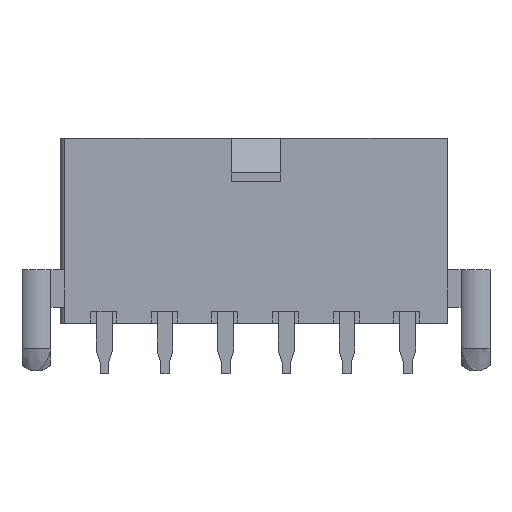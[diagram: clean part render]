
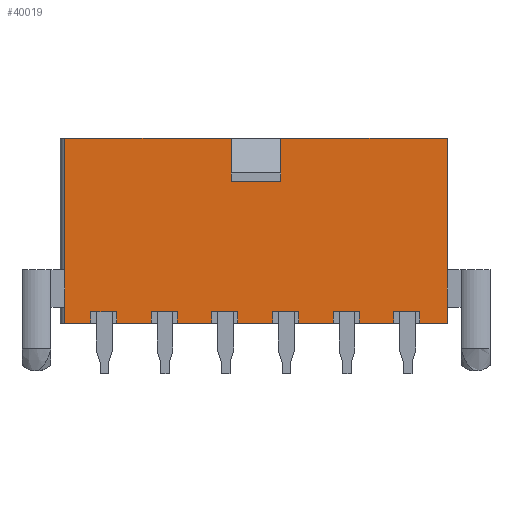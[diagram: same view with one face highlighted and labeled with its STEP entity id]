
A CAD part, front view. The second image highlights one B-rep face of the part: STEP entity #40019.
In plain terms, the highlighted planar face has unit normal (0, -1, 0).
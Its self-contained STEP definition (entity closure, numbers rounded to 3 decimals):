
#3488=ORIENTED_EDGE('',*,*,#11620,.F.);
#3489=ORIENTED_EDGE('',*,*,#11086,.T.);
#3490=ORIENTED_EDGE('',*,*,#11621,.T.);
#3491=ORIENTED_EDGE('',*,*,#11082,.T.);
#3492=ORIENTED_EDGE('',*,*,#11622,.F.);
#3493=ORIENTED_EDGE('',*,*,#11623,.T.);
#3494=ORIENTED_EDGE('',*,*,#11624,.T.);
#3495=ORIENTED_EDGE('',*,*,#11389,.F.);
#3496=ORIENTED_EDGE('',*,*,#11398,.F.);
#3497=ORIENTED_EDGE('',*,*,#11393,.T.);
#3498=ORIENTED_EDGE('',*,*,#11625,.T.);
#3499=ORIENTED_EDGE('',*,*,#11626,.F.);
#3500=ORIENTED_EDGE('',*,*,#11627,.F.);
#3501=ORIENTED_EDGE('',*,*,#11535,.T.);
#3502=ORIENTED_EDGE('',*,*,#11558,.T.);
#3503=ORIENTED_EDGE('',*,*,#11531,.T.);
#3504=ORIENTED_EDGE('',*,*,#11628,.F.);
#3505=ORIENTED_EDGE('',*,*,#11372,.T.);
#3506=ORIENTED_EDGE('',*,*,#11584,.T.);
#3507=ORIENTED_EDGE('',*,*,#11368,.T.);
#3508=ORIENTED_EDGE('',*,*,#11629,.F.);
#3509=ORIENTED_EDGE('',*,*,#11299,.T.);
#3510=ORIENTED_EDGE('',*,*,#11594,.T.);
#3511=ORIENTED_EDGE('',*,*,#11295,.T.);
#3512=ORIENTED_EDGE('',*,*,#11630,.F.);
#3513=ORIENTED_EDGE('',*,*,#11228,.T.);
#3514=ORIENTED_EDGE('',*,*,#11604,.T.);
#3515=ORIENTED_EDGE('',*,*,#11224,.T.);
#3516=ORIENTED_EDGE('',*,*,#11631,.F.);
#3517=ORIENTED_EDGE('',*,*,#11159,.T.);
#3518=ORIENTED_EDGE('',*,*,#11615,.T.);
#3519=ORIENTED_EDGE('',*,*,#11155,.T.);
#11082=EDGE_CURVE('',#15278,#15281,#18308,.T.);
#11086=EDGE_CURVE('',#15282,#15285,#18312,.T.);
#11155=EDGE_CURVE('',#15323,#15326,#18379,.T.);
#11159=EDGE_CURVE('',#15327,#15330,#18383,.T.);
#11224=EDGE_CURVE('',#15367,#15370,#18446,.T.);
#11228=EDGE_CURVE('',#15371,#15374,#18450,.T.);
#11295=EDGE_CURVE('',#15414,#15417,#18515,.T.);
#11299=EDGE_CURVE('',#15418,#15421,#18519,.T.);
#11368=EDGE_CURVE('',#15461,#15464,#18586,.T.);
#11372=EDGE_CURVE('',#15465,#15468,#18590,.T.);
#11389=EDGE_CURVE('',#15477,#15478,#18607,.T.);
#11393=EDGE_CURVE('',#15481,#15482,#18611,.T.);
#11398=EDGE_CURVE('',#15481,#15477,#18616,.T.);
#11531=EDGE_CURVE('',#15567,#15570,#18745,.T.);
#11535=EDGE_CURVE('',#15571,#15574,#18749,.T.);
#11558=EDGE_CURVE('',#15574,#15567,#18772,.T.);
#11584=EDGE_CURVE('',#15468,#15461,#18798,.T.);
#11594=EDGE_CURVE('',#15421,#15414,#18808,.T.);
#11604=EDGE_CURVE('',#15374,#15367,#18818,.T.);
#11615=EDGE_CURVE('',#15330,#15323,#18829,.T.);
#11620=EDGE_CURVE('',#15282,#15326,#18834,.T.);
#11621=EDGE_CURVE('',#15285,#15278,#18835,.T.);
#11622=EDGE_CURVE('',#15606,#15281,#18836,.T.);
#11623=EDGE_CURVE('',#15606,#15607,#18837,.T.);
#11624=EDGE_CURVE('',#15607,#15478,#18838,.T.);
#11625=EDGE_CURVE('',#15482,#15608,#18839,.T.);
#11626=EDGE_CURVE('',#15609,#15608,#18840,.T.);
#11627=EDGE_CURVE('',#15571,#15609,#18841,.T.);
#11628=EDGE_CURVE('',#15465,#15570,#18842,.T.);
#11629=EDGE_CURVE('',#15418,#15464,#18843,.T.);
#11630=EDGE_CURVE('',#15371,#15417,#18844,.T.);
#11631=EDGE_CURVE('',#15327,#15370,#18845,.T.);
#15278=VERTEX_POINT('',#53866);
#15281=VERTEX_POINT('',#53871);
#15282=VERTEX_POINT('',#53875);
#15285=VERTEX_POINT('',#53880);
#15323=VERTEX_POINT('',#54005);
#15326=VERTEX_POINT('',#54010);
#15327=VERTEX_POINT('',#54014);
#15330=VERTEX_POINT('',#54019);
#15367=VERTEX_POINT('',#54137);
#15370=VERTEX_POINT('',#54142);
#15371=VERTEX_POINT('',#54146);
#15374=VERTEX_POINT('',#54151);
#15414=VERTEX_POINT('',#54275);
#15417=VERTEX_POINT('',#54280);
#15418=VERTEX_POINT('',#54284);
#15421=VERTEX_POINT('',#54289);
#15461=VERTEX_POINT('',#54416);
#15464=VERTEX_POINT('',#54421);
#15465=VERTEX_POINT('',#54425);
#15468=VERTEX_POINT('',#54430);
#15477=VERTEX_POINT('',#54464);
#15478=VERTEX_POINT('',#54465);
#15481=VERTEX_POINT('',#54473);
#15482=VERTEX_POINT('',#54474);
#15567=VERTEX_POINT('',#54732);
#15570=VERTEX_POINT('',#54737);
#15571=VERTEX_POINT('',#54741);
#15574=VERTEX_POINT('',#54746);
#15606=VERTEX_POINT('',#54890);
#15607=VERTEX_POINT('',#54892);
#15608=VERTEX_POINT('',#54895);
#15609=VERTEX_POINT('',#54897);
#18308=LINE('',#53872,#22171);
#18312=LINE('',#53881,#22175);
#18379=LINE('',#54011,#22242);
#18383=LINE('',#54020,#22246);
#18446=LINE('',#54143,#22309);
#18450=LINE('',#54152,#22313);
#18515=LINE('',#54281,#22378);
#18519=LINE('',#54290,#22382);
#18586=LINE('',#54422,#22449);
#18590=LINE('',#54431,#22453);
#18607=LINE('',#54463,#22470);
#18611=LINE('',#54472,#22474);
#18616=LINE('',#54482,#22479);
#18745=LINE('',#54738,#22608);
#18749=LINE('',#54747,#22612);
#18772=LINE('',#54788,#22635);
#18798=LINE('',#54830,#22661);
#18808=LINE('',#54846,#22671);
#18818=LINE('',#54862,#22681);
#18829=LINE('',#54880,#22692);
#18834=LINE('',#54887,#22697);
#18835=LINE('',#54888,#22698);
#18836=LINE('',#54889,#22699);
#18837=LINE('',#54891,#22700);
#18838=LINE('',#54893,#22701);
#18839=LINE('',#54894,#22702);
#18840=LINE('',#54896,#22703);
#18841=LINE('',#54898,#22704);
#18842=LINE('',#54899,#22705);
#18843=LINE('',#54900,#22706);
#18844=LINE('',#54901,#22707);
#18845=LINE('',#54902,#22708);
#22171=VECTOR('',#44991,1000.);
#22175=VECTOR('',#44997,1000.);
#22242=VECTOR('',#45108,1000.);
#22246=VECTOR('',#45114,1000.);
#22309=VECTOR('',#45217,1000.);
#22313=VECTOR('',#45223,1000.);
#22378=VECTOR('',#45330,1000.);
#22382=VECTOR('',#45336,1000.);
#22449=VECTOR('',#45447,1000.);
#22453=VECTOR('',#45453,1000.);
#22470=VECTOR('',#45484,1000.);
#22474=VECTOR('',#45490,1000.);
#22479=VECTOR('',#45497,1000.);
#22608=VECTOR('',#45708,1000.);
#22612=VECTOR('',#45714,1000.);
#22635=VECTOR('',#45751,1000.);
#22661=VECTOR('',#45789,1000.);
#22671=VECTOR('',#45805,1000.);
#22681=VECTOR('',#45821,1000.);
#22692=VECTOR('',#45838,1000.);
#22697=VECTOR('',#45847,1000.);
#22698=VECTOR('',#45848,1000.);
#22699=VECTOR('',#45849,1000.);
#22700=VECTOR('',#45850,1000.);
#22701=VECTOR('',#45851,1000.);
#22702=VECTOR('',#45852,1000.);
#22703=VECTOR('',#45853,1000.);
#22704=VECTOR('',#45854,1000.);
#22705=VECTOR('',#45855,1000.);
#22706=VECTOR('',#45856,1000.);
#22707=VECTOR('',#45857,1000.);
#22708=VECTOR('',#45858,1000.);
#25385=EDGE_LOOP('',(#3488,#3489,#3490,#3491,#3492,#3493,#3494,#3495,#3496,
#3497,#3498,#3499,#3500,#3501,#3502,#3503,#3504,#3505,#3506,#3507,#3508,
#3509,#3510,#3511,#3512,#3513,#3514,#3515,#3516,#3517,#3518,#3519));
#26911=FACE_BOUND('',#25385,.T.);
#28385=PLANE('',#41613);
#40019=ADVANCED_FACE('',(#26911),#28385,.T.);
#41613=AXIS2_PLACEMENT_3D('',#54886,#45845,#45846);
#44991=DIRECTION('',(0.,0.,-1.));
#44997=DIRECTION('',(0.,0.,1.));
#45108=DIRECTION('',(0.,0.,-1.));
#45114=DIRECTION('',(0.,0.,1.));
#45217=DIRECTION('',(0.,0.,-1.));
#45223=DIRECTION('',(0.,0.,1.));
#45330=DIRECTION('',(0.,0.,-1.));
#45336=DIRECTION('',(0.,0.,1.));
#45447=DIRECTION('',(0.,0.,-1.));
#45453=DIRECTION('',(0.,0.,1.));
#45484=DIRECTION('',(0.,0.,1.));
#45490=DIRECTION('',(0.,0.,1.));
#45497=DIRECTION('',(1.,0.,0.));
#45708=DIRECTION('',(0.,0.,-1.));
#45714=DIRECTION('',(0.,0.,1.));
#45751=DIRECTION('',(1.,0.,0.));
#45789=DIRECTION('',(1.,0.,0.));
#45805=DIRECTION('',(1.,0.,0.));
#45821=DIRECTION('',(1.,0.,0.));
#45838=DIRECTION('',(1.,0.,0.));
#45845=DIRECTION('',(0.,-1.,0.));
#45846=DIRECTION('',(0.,0.,-1.));
#45847=DIRECTION('',(-1.,0.,0.));
#45848=DIRECTION('',(1.,0.,0.));
#45849=DIRECTION('',(-1.,0.,0.));
#45850=DIRECTION('',(0.,0.,1.));
#45851=DIRECTION('',(-1.,0.,0.));
#45852=DIRECTION('',(-1.,0.,0.));
#45853=DIRECTION('',(0.,0.,1.));
#45854=DIRECTION('',(-1.,0.,0.));
#45855=DIRECTION('',(-1.,0.,0.));
#45856=DIRECTION('',(-1.,0.,0.));
#45857=DIRECTION('',(-1.,0.,0.));
#45858=DIRECTION('',(-1.,0.,0.));
#53866=CARTESIAN_POINT('',(11.35,-4.8,-5.6));
#53871=CARTESIAN_POINT('',(11.35,-4.8,-6.4));
#53872=CARTESIAN_POINT('',(11.35,-4.8,-6.4));
#53875=CARTESIAN_POINT('',(9.55,-4.8,-6.4));
#53880=CARTESIAN_POINT('',(9.55,-4.8,-5.6));
#53881=CARTESIAN_POINT('',(9.55,-4.8,-6.4));
#54005=CARTESIAN_POINT('',(7.15,-4.8,-5.6));
#54010=CARTESIAN_POINT('',(7.15,-4.8,-6.4));
#54011=CARTESIAN_POINT('',(7.15,-4.8,-6.4));
#54014=CARTESIAN_POINT('',(5.35,-4.8,-6.4));
#54019=CARTESIAN_POINT('',(5.35,-4.8,-5.6));
#54020=CARTESIAN_POINT('',(5.35,-4.8,-6.4));
#54137=CARTESIAN_POINT('',(2.95,-4.8,-5.6));
#54142=CARTESIAN_POINT('',(2.95,-4.8,-6.4));
#54143=CARTESIAN_POINT('',(2.95,-4.8,-6.4));
#54146=CARTESIAN_POINT('',(1.15,-4.8,-6.4));
#54151=CARTESIAN_POINT('',(1.15,-4.8,-5.6));
#54152=CARTESIAN_POINT('',(1.15,-4.8,-6.4));
#54275=CARTESIAN_POINT('',(-1.25,-4.8,-5.6));
#54280=CARTESIAN_POINT('',(-1.25,-4.8,-6.4));
#54281=CARTESIAN_POINT('',(-1.25,-4.8,-6.4));
#54284=CARTESIAN_POINT('',(-3.05,-4.8,-6.4));
#54289=CARTESIAN_POINT('',(-3.05,-4.8,-5.6));
#54290=CARTESIAN_POINT('',(-3.05,-4.8,-6.4));
#54416=CARTESIAN_POINT('',(-5.45,-4.8,-5.6));
#54421=CARTESIAN_POINT('',(-5.45,-4.8,-6.4));
#54422=CARTESIAN_POINT('',(-5.45,-4.8,-6.4));
#54425=CARTESIAN_POINT('',(-7.25,-4.8,-6.4));
#54430=CARTESIAN_POINT('',(-7.25,-4.8,-5.6));
#54431=CARTESIAN_POINT('',(-7.25,-4.8,-6.4));
#54463=CARTESIAN_POINT('',(1.7,-4.8,3.4));
#54464=CARTESIAN_POINT('',(1.7,-4.8,3.4));
#54465=CARTESIAN_POINT('',(1.7,-4.8,6.4));
#54472=CARTESIAN_POINT('',(-1.7,-4.8,3.4));
#54473=CARTESIAN_POINT('',(-1.7,-4.8,3.4));
#54474=CARTESIAN_POINT('',(-1.7,-4.8,6.4));
#54482=CARTESIAN_POINT('',(-1.7,-4.8,3.4));
#54732=CARTESIAN_POINT('',(-9.65,-4.8,-5.6));
#54737=CARTESIAN_POINT('',(-9.65,-4.8,-6.4));
#54738=CARTESIAN_POINT('',(-9.65,-4.8,-6.4));
#54741=CARTESIAN_POINT('',(-11.45,-4.8,-6.4));
#54746=CARTESIAN_POINT('',(-11.45,-4.8,-5.6));
#54747=CARTESIAN_POINT('',(-11.45,-4.8,-6.4));
#54788=CARTESIAN_POINT('',(13.25,-4.8,-5.6));
#54830=CARTESIAN_POINT('',(13.25,-4.8,-5.6));
#54846=CARTESIAN_POINT('',(13.25,-4.8,-5.6));
#54862=CARTESIAN_POINT('',(13.25,-4.8,-5.6));
#54880=CARTESIAN_POINT('',(13.25,-4.8,-5.6));
#54886=CARTESIAN_POINT('',(13.25,-4.8,-6.4));
#54887=CARTESIAN_POINT('',(13.25,-4.8,-6.4));
#54888=CARTESIAN_POINT('',(13.25,-4.8,-5.6));
#54889=CARTESIAN_POINT('',(13.25,-4.8,-6.4));
#54890=CARTESIAN_POINT('',(13.25,-4.8,-6.4));
#54891=CARTESIAN_POINT('',(13.25,-4.8,-6.4));
#54892=CARTESIAN_POINT('',(13.25,-4.8,6.4));
#54893=CARTESIAN_POINT('',(13.25,-4.8,6.4));
#54894=CARTESIAN_POINT('',(13.25,-4.8,6.4));
#54895=CARTESIAN_POINT('',(-13.25,-4.8,6.4));
#54896=CARTESIAN_POINT('',(-13.25,-4.8,-6.4));
#54897=CARTESIAN_POINT('',(-13.25,-4.8,-6.4));
#54898=CARTESIAN_POINT('',(13.25,-4.8,-6.4));
#54899=CARTESIAN_POINT('',(13.25,-4.8,-6.4));
#54900=CARTESIAN_POINT('',(13.25,-4.8,-6.4));
#54901=CARTESIAN_POINT('',(13.25,-4.8,-6.4));
#54902=CARTESIAN_POINT('',(13.25,-4.8,-6.4));
